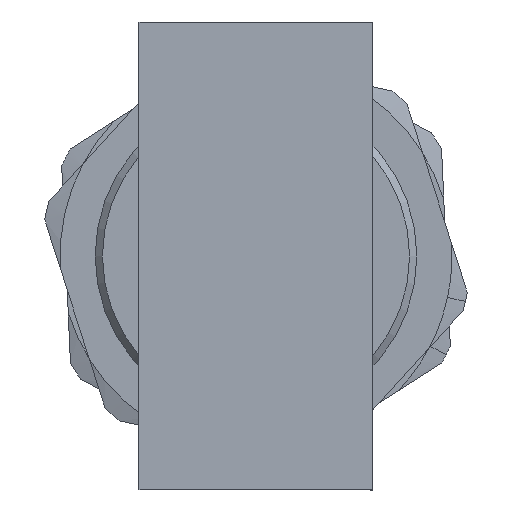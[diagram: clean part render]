
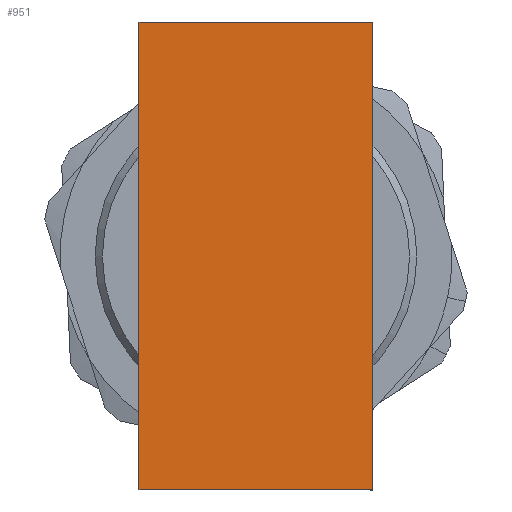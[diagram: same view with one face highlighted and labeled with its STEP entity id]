
A CAD part, front view. The second image highlights one B-rep face of the part: STEP entity #951.
In plain terms, the highlighted planar face has unit normal (0, -1, 0).
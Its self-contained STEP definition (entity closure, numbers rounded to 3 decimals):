
#10 = LINE ( 'NONE', #1846, #1051 ) ;
#60 = CARTESIAN_POINT ( 'NONE',  ( 35.855, 3.551, 43.733 ) ) ;
#341 = VERTEX_POINT ( 'NONE', #60 ) ;
#356 = DIRECTION ( 'NONE',  ( 1., 0., 0. ) ) ;
#545 = CARTESIAN_POINT ( 'NONE',  ( 35.855, 3.551, 11.733 ) ) ;
#620 = ORIENTED_EDGE ( 'NONE', *, *, #4219, .F. ) ;
#748 = LINE ( 'NONE', #1084, #868 ) ;
#868 = VECTOR ( 'NONE', #356, 1000. ) ;
#951 = ADVANCED_FACE ( 'NONE', ( #2756 ), #3699, .T. ) ;
#1009 = LINE ( 'NONE', #4057, #4458 ) ;
#1025 = EDGE_CURVE ( 'NONE', #4125, #2622, #1009, .T. ) ;
#1051 = VECTOR ( 'NONE', #2181, 1000. ) ;
#1084 = CARTESIAN_POINT ( 'NONE',  ( 19.855, 3.551, 43.733 ) ) ;
#1134 = EDGE_CURVE ( 'NONE', #1471, #4125, #2527, .T. ) ;
#1471 = VERTEX_POINT ( 'NONE', #545 ) ;
#1645 = DIRECTION ( 'NONE',  ( 0., 0., 1. ) ) ;
#1692 = CARTESIAN_POINT ( 'NONE',  ( 19.855, 3.551, 43.733 ) ) ;
#1801 = AXIS2_PLACEMENT_3D ( 'NONE', #4347, #3328, #2933 ) ;
#1846 = CARTESIAN_POINT ( 'NONE',  ( 35.855, 3.551, 11.733 ) ) ;
#2181 = DIRECTION ( 'NONE',  ( 0., 0., -1. ) ) ;
#2284 = EDGE_CURVE ( 'NONE', #2622, #341, #748, .T. ) ;
#2395 = EDGE_LOOP ( 'NONE', ( #3054, #620, #4400, #3973 ) ) ;
#2527 = LINE ( 'NONE', #2744, #4141 ) ;
#2622 = VERTEX_POINT ( 'NONE', #1692 ) ;
#2744 = CARTESIAN_POINT ( 'NONE',  ( 19.855, 3.551, 11.733 ) ) ;
#2756 = FACE_OUTER_BOUND ( 'NONE', #2395, .T. ) ;
#2813 = CARTESIAN_POINT ( 'NONE',  ( 19.855, 3.551, 11.733 ) ) ;
#2933 = DIRECTION ( 'NONE',  ( 0., 0., -1. ) ) ;
#3054 = ORIENTED_EDGE ( 'NONE', *, *, #1134, .F. ) ;
#3098 = DIRECTION ( 'NONE',  ( -1., 0., 0. ) ) ;
#3328 = DIRECTION ( 'NONE',  ( 0., -1., 0. ) ) ;
#3699 = PLANE ( 'NONE',  #1801 ) ;
#3973 = ORIENTED_EDGE ( 'NONE', *, *, #1025, .F. ) ;
#4057 = CARTESIAN_POINT ( 'NONE',  ( 19.855, 3.551, 11.733 ) ) ;
#4125 = VERTEX_POINT ( 'NONE', #2813 ) ;
#4141 = VECTOR ( 'NONE', #3098, 1000. ) ;
#4219 = EDGE_CURVE ( 'NONE', #341, #1471, #10, .T. ) ;
#4347 = CARTESIAN_POINT ( 'NONE',  ( 35.855, 3.551, 11.733 ) ) ;
#4400 = ORIENTED_EDGE ( 'NONE', *, *, #2284, .F. ) ;
#4458 = VECTOR ( 'NONE', #1645, 1000. ) ;
